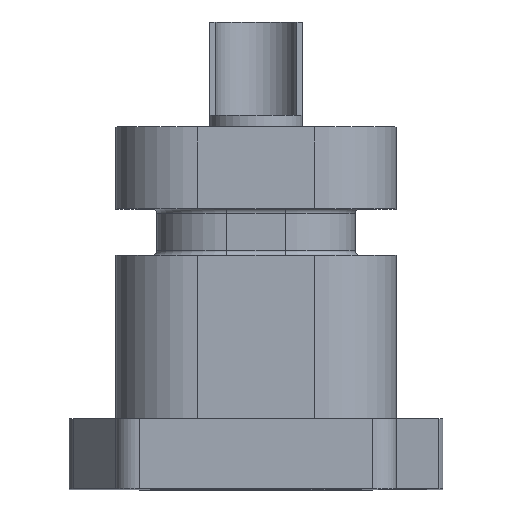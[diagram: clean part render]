
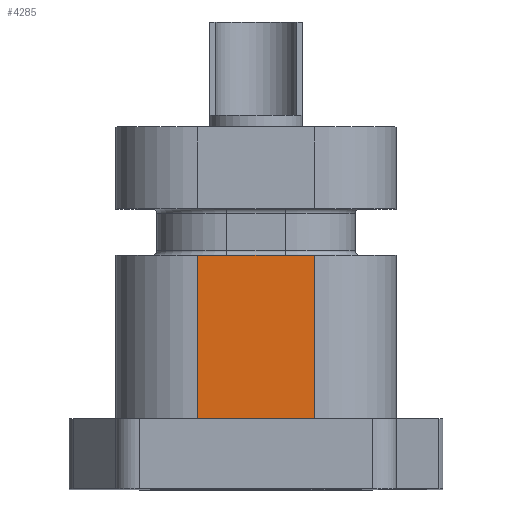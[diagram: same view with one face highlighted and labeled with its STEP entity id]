
A CAD part, top view. The second image highlights one B-rep face of the part: STEP entity #4285.
In plain terms, the highlighted planar face has unit normal (0, 0, 1).
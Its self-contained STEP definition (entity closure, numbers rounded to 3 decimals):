
#3666 = VERTEX_POINT('',#3667);
#3667 = CARTESIAN_POINT('',(2.5,3.,9.5));
#3674 = EDGE_CURVE('',#3675,#3666,#3677,.T.);
#3675 = VERTEX_POINT('',#3676);
#3676 = CARTESIAN_POINT('',(-2.5,3.,9.5));
#3677 = LINE('',#3678,#3679);
#3678 = CARTESIAN_POINT('',(-6.,3.,9.5));
#3679 = VECTOR('',#3680,1.);
#3680 = DIRECTION('',(1.,0.,0.));
#4241 = EDGE_CURVE('',#3666,#4242,#4244,.T.);
#4242 = VERTEX_POINT('',#4243);
#4243 = CARTESIAN_POINT('',(2.5,10.,9.5));
#4244 = LINE('',#4245,#4246);
#4245 = CARTESIAN_POINT('',(2.5,3.,9.5));
#4246 = VECTOR('',#4247,1.);
#4247 = DIRECTION('',(0.,1.,0.));
#4285 = ADVANCED_FACE('',(#4286),#4304,.F.);
#4286 = FACE_BOUND('',#4287,.F.);
#4287 = EDGE_LOOP('',(#4288,#4289,#4297,#4303));
#4288 = ORIENTED_EDGE('',*,*,#3674,.F.);
#4289 = ORIENTED_EDGE('',*,*,#4290,.T.);
#4290 = EDGE_CURVE('',#3675,#4291,#4293,.T.);
#4291 = VERTEX_POINT('',#4292);
#4292 = CARTESIAN_POINT('',(-2.5,10.,9.5));
#4293 = LINE('',#4294,#4295);
#4294 = CARTESIAN_POINT('',(-2.5,3.,9.5));
#4295 = VECTOR('',#4296,1.);
#4296 = DIRECTION('',(0.,1.,0.));
#4297 = ORIENTED_EDGE('',*,*,#4298,.T.);
#4298 = EDGE_CURVE('',#4291,#4242,#4299,.T.);
#4299 = LINE('',#4300,#4301);
#4300 = CARTESIAN_POINT('',(-6.,10.,9.5));
#4301 = VECTOR('',#4302,1.);
#4302 = DIRECTION('',(1.,0.,0.));
#4303 = ORIENTED_EDGE('',*,*,#4241,.F.);
#4304 = PLANE('',#4305);
#4305 = AXIS2_PLACEMENT_3D('',#4306,#4307,#4308);
#4306 = CARTESIAN_POINT('',(-6.,3.,9.5));
#4307 = DIRECTION('',(0.,0.,-1.));
#4308 = DIRECTION('',(1.,0.,0.));
